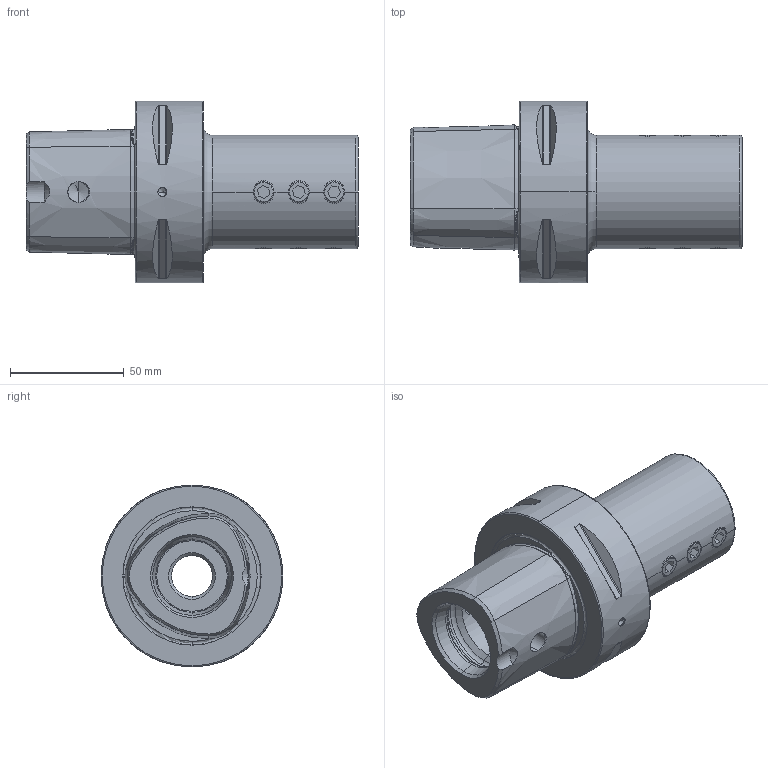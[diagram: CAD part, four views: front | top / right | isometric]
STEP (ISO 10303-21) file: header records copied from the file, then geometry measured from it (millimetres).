
FILE_DESCRIPTION (( 'STEP AP214' ), '1' );
FILE_NAME ('PS8.B25.K01.098.STEP', '2017-01-10T11:35:13', ( 'SWIAdmin' ), ( 'Hewlett-Packard Company' ), 'SwSTEP 2.0', 'SolidWorks 2015', '' );
FILE_SCHEMA (( 'AUTOMOTIVE_DESIGN' ));
Length unit declared in the file: millimetre
Products named in the file (3): PS8-B25.K01.098_A; ISO 4026 - M10 x 12_PreviewCfg; PS8.B25.K01.098
Assembly tree (10 placements, depth 2):
  PS8.B25.K01.098
    PS8-B25.K01.098_A
    ISO 4026 - M10 x 12_PreviewCfg  x9
Bounding box: 146 x 80 x 80 mm (x, y, z)
Volume: 320468.4 mm3; surface area: 54292.4 mm2
Topology: 10 solids, 10 shells, 292 faces, 699 edges, 428 vertices
Faces by surface type: plane 102, cone 79, cylinder 67, torus 44
Entity records: 7254 total; most frequent: CARTESIAN_POINT 2768, ORIENTED_EDGE 878, DIRECTION 866, EDGE_CURVE 439, AXIS2_PLACEMENT_3D 364, VERTEX_POINT 268, EDGE_LOOP 191, CIRCLE 179
